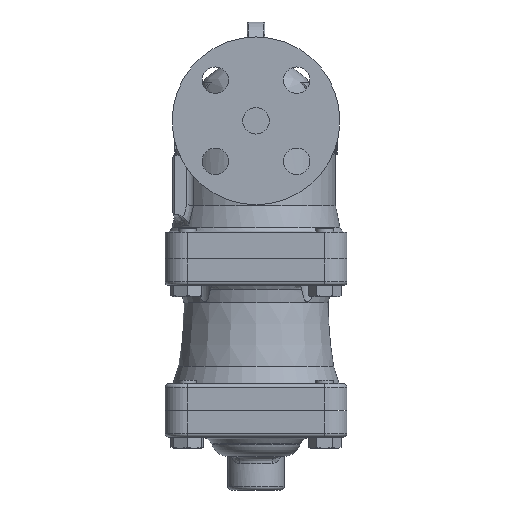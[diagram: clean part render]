
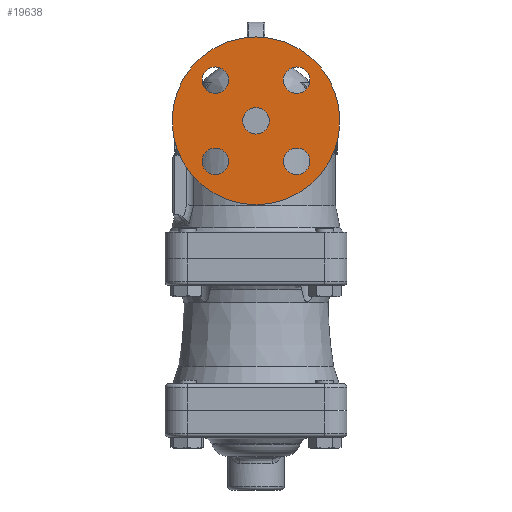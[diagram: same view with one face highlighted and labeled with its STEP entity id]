
A CAD part, left-side view. The second image highlights one B-rep face of the part: STEP entity #19638.
In plain terms, the highlighted free-form (B-spline) face has degree [1, 1] with [2, 2] control points.
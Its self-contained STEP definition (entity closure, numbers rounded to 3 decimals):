
#19483=CARTESIAN_POINT('',(-85.5,0.0,125.5));
#19484=VERTEX_POINT('',#19483);
#19485=CARTESIAN_POINT('',(-85.5,0.0,78.0));
#19486=DIRECTION('',(-1.0,0.0,0.0));
#19487=DIRECTION('',(0.0,0.0,1.0));
#19488=AXIS2_PLACEMENT_3D('',#19485,#19486,#19487);
#19489=CIRCLE('',#19488,47.5);
#19490=EDGE_CURVE('',#19484,#19484,#19489,.T.);
#19503=CARTESIAN_POINT('',(-85.5,0.,70.5));
#19504=VERTEX_POINT('',#19503);
#19505=CARTESIAN_POINT('',(-85.5,0.0,78.0));
#19506=DIRECTION('',(1.0,0.0,0.0));
#19507=DIRECTION('',(0.0,0.0,-1.0));
#19508=AXIS2_PLACEMENT_3D('',#19505,#19506,#19507);
#19509=CIRCLE('',#19508,7.5);
#19510=EDGE_CURVE('',#19504,#19504,#19509,.T.);
#19543=CARTESIAN_POINT('',(-85.5,-15.481,100.981));
#19544=VERTEX_POINT('',#19543);
#19545=CARTESIAN_POINT('',(-85.5,-22.981,100.981));
#19546=DIRECTION('',(1.0,0.0,0.0));
#19547=DIRECTION('',(0.0,1.0,0.0));
#19548=AXIS2_PLACEMENT_3D('',#19545,#19546,#19547);
#19549=CIRCLE('',#19548,7.5);
#19550=EDGE_CURVE('',#19544,#19544,#19549,.T.);
#19563=CARTESIAN_POINT('',(-85.5,-22.981,62.519));
#19564=VERTEX_POINT('',#19563);
#19565=CARTESIAN_POINT('',(-85.5,-22.981,55.019));
#19566=DIRECTION('',(1.0,0.0,0.0));
#19567=DIRECTION('',(0.0,0.0,1.0));
#19568=AXIS2_PLACEMENT_3D('',#19565,#19566,#19567);
#19569=CIRCLE('',#19568,7.5);
#19570=EDGE_CURVE('',#19564,#19564,#19569,.T.);
#19583=CARTESIAN_POINT('',(-85.5,15.481,55.019));
#19584=VERTEX_POINT('',#19583);
#19585=CARTESIAN_POINT('',(-85.5,22.981,55.019));
#19586=DIRECTION('',(1.0,0.0,0.0));
#19587=DIRECTION('',(0.0,-1.0,0.0));
#19588=AXIS2_PLACEMENT_3D('',#19585,#19586,#19587);
#19589=CIRCLE('',#19588,7.5);
#19590=EDGE_CURVE('',#19584,#19584,#19589,.T.);
#19603=CARTESIAN_POINT('',(-85.5,22.981,93.481));
#19604=VERTEX_POINT('',#19603);
#19605=CARTESIAN_POINT('',(-85.5,22.981,100.981));
#19606=DIRECTION('',(1.0,0.0,0.0));
#19607=DIRECTION('',(0.0,0.0,-1.0));
#19608=AXIS2_PLACEMENT_3D('',#19605,#19606,#19607);
#19609=CIRCLE('',#19608,7.5);
#19610=EDGE_CURVE('',#19604,#19604,#19609,.T.);
#19615=CARTESIAN_POINT('',(-85.5,47.5,125.5));
#19616=CARTESIAN_POINT('',(-85.5,47.5,30.5));
#19617=CARTESIAN_POINT('',(-85.5,-47.5,125.5));
#19618=CARTESIAN_POINT('',(-85.5,-47.5,30.5));
#19619=B_SPLINE_SURFACE_WITH_KNOTS('',1,1,((#19615,#19617),(#19616,#19618)),.UNSPECIFIED.,.F.,.F.,.U.,(2,2),(2,2),(0.0,95.0),(0.0,95.0),.UNSPECIFIED.);
#19620=ORIENTED_EDGE('',*,*,#19490,.T.);
#19621=EDGE_LOOP('',(#19620));
#19622=FACE_OUTER_BOUND('',#19621,.T.);
#19623=ORIENTED_EDGE('',*,*,#19510,.T.);
#19624=EDGE_LOOP('',(#19623));
#19625=FACE_BOUND('',#19624,.T.);
#19626=ORIENTED_EDGE('',*,*,#19550,.T.);
#19627=EDGE_LOOP('',(#19626));
#19628=FACE_BOUND('',#19627,.T.);
#19629=ORIENTED_EDGE('',*,*,#19570,.T.);
#19630=EDGE_LOOP('',(#19629));
#19631=FACE_BOUND('',#19630,.T.);
#19632=ORIENTED_EDGE('',*,*,#19590,.T.);
#19633=EDGE_LOOP('',(#19632));
#19634=FACE_BOUND('',#19633,.T.);
#19635=ORIENTED_EDGE('',*,*,#19610,.T.);
#19636=EDGE_LOOP('',(#19635));
#19637=FACE_BOUND('',#19636,.T.);
#19638=ADVANCED_FACE('',(#19622,#19625,#19628,#19631,#19634,#19637),#19619,.T.);
